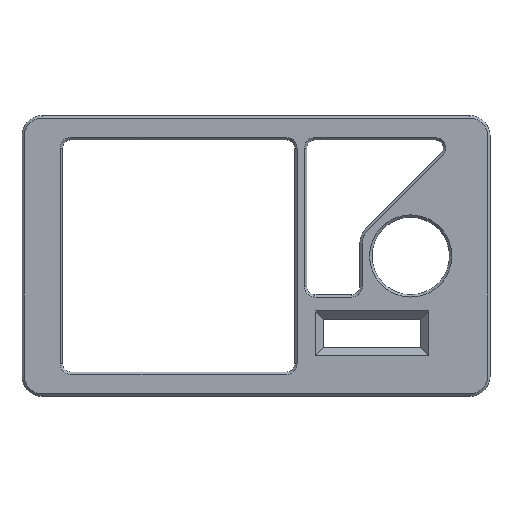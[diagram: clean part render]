
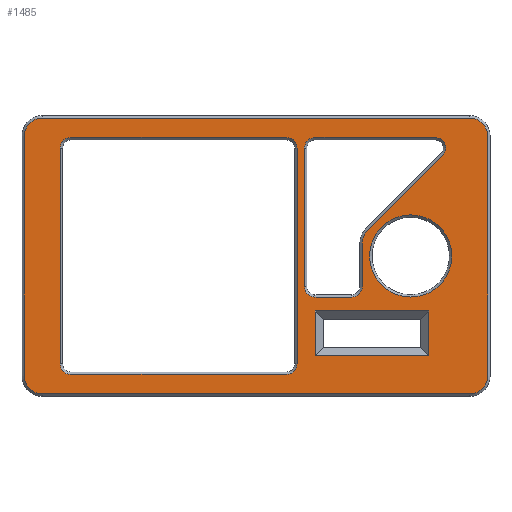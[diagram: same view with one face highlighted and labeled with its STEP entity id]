
A CAD part, top view. The second image highlights one B-rep face of the part: STEP entity #1485.
In plain terms, the highlighted planar face has unit normal (0, 0, 1).
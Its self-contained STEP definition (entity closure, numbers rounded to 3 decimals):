
#58=FACE_BOUND('',#236,.T.);
#59=FACE_BOUND('',#237,.T.);
#60=FACE_BOUND('',#238,.T.);
#61=FACE_BOUND('',#239,.T.);
#87=CIRCLE('',#1613,4.4);
#88=CIRCLE('',#1614,4.4);
#89=CIRCLE('',#1615,4.4);
#90=CIRCLE('',#1616,4.4);
#91=CIRCLE('',#1617,2.6);
#92=CIRCLE('',#1618,2.6);
#93=CIRCLE('',#1619,2.6);
#94=CIRCLE('',#1620,4.4);
#95=CIRCLE('',#1621,2.6);
#96=CIRCLE('',#1622,10.125);
#97=CIRCLE('',#1623,2.6);
#98=CIRCLE('',#1624,2.6);
#99=CIRCLE('',#1625,2.6);
#100=CIRCLE('',#1626,2.6);
#139=FACE_OUTER_BOUND('',#235,.T.);
#235=EDGE_LOOP('',(#1105,#1106,#1107,#1108,#1109,#1110,#1111,#1112));
#236=EDGE_LOOP('',(#1113,#1114,#1115,#1116,#1117,#1118,#1119,#1120,#1121,
#1122));
#237=EDGE_LOOP('',(#1123));
#238=EDGE_LOOP('',(#1124,#1125,#1126,#1127,#1128,#1129,#1130,#1131));
#239=EDGE_LOOP('',(#1132,#1133,#1134,#1135));
#357=LINE('',#2317,#516);
#361=LINE('',#2325,#520);
#365=LINE('',#2333,#524);
#368=LINE('',#2337,#527);
#374=LINE('',#2353,#533);
#375=LINE('',#2357,#534);
#376=LINE('',#2361,#535);
#377=LINE('',#2364,#536);
#378=LINE('',#2367,#537);
#379=LINE('',#2371,#538);
#380=LINE('',#2375,#539);
#381=LINE('',#2379,#540);
#382=LINE('',#2383,#541);
#383=LINE('',#2389,#542);
#384=LINE('',#2393,#543);
#385=LINE('',#2397,#544);
#386=LINE('',#2401,#545);
#516=VECTOR('',#1839,10.);
#520=VECTOR('',#1845,10.);
#524=VECTOR('',#1851,10.);
#527=VECTOR('',#1856,10.);
#533=VECTOR('',#1870,10.);
#534=VECTOR('',#1873,10.);
#535=VECTOR('',#1876,10.);
#536=VECTOR('',#1879,10.);
#537=VECTOR('',#1880,10.);
#538=VECTOR('',#1883,10.);
#539=VECTOR('',#1886,10.);
#540=VECTOR('',#1889,10.);
#541=VECTOR('',#1892,10.);
#542=VECTOR('',#1897,10.);
#543=VECTOR('',#1900,10.);
#544=VECTOR('',#1903,10.);
#545=VECTOR('',#1906,10.);
#688=VERTEX_POINT('',#2315);
#689=VERTEX_POINT('',#2316);
#692=VERTEX_POINT('',#2324);
#695=VERTEX_POINT('',#2332);
#699=VERTEX_POINT('',#2349);
#700=VERTEX_POINT('',#2350);
#701=VERTEX_POINT('',#2352);
#702=VERTEX_POINT('',#2354);
#703=VERTEX_POINT('',#2356);
#704=VERTEX_POINT('',#2358);
#705=VERTEX_POINT('',#2360);
#706=VERTEX_POINT('',#2362);
#707=VERTEX_POINT('',#2365);
#708=VERTEX_POINT('',#2366);
#709=VERTEX_POINT('',#2368);
#710=VERTEX_POINT('',#2370);
#711=VERTEX_POINT('',#2372);
#712=VERTEX_POINT('',#2374);
#713=VERTEX_POINT('',#2376);
#714=VERTEX_POINT('',#2378);
#715=VERTEX_POINT('',#2380);
#716=VERTEX_POINT('',#2382);
#717=VERTEX_POINT('',#2385);
#718=VERTEX_POINT('',#2387);
#719=VERTEX_POINT('',#2388);
#720=VERTEX_POINT('',#2390);
#721=VERTEX_POINT('',#2392);
#722=VERTEX_POINT('',#2394);
#723=VERTEX_POINT('',#2396);
#724=VERTEX_POINT('',#2398);
#725=VERTEX_POINT('',#2400);
#833=EDGE_CURVE('',#688,#689,#357,.T.);
#837=EDGE_CURVE('',#689,#692,#361,.T.);
#841=EDGE_CURVE('',#692,#695,#365,.T.);
#844=EDGE_CURVE('',#695,#688,#368,.T.);
#850=EDGE_CURVE('',#699,#700,#87,.T.);
#851=EDGE_CURVE('',#701,#699,#374,.T.);
#852=EDGE_CURVE('',#702,#701,#88,.T.);
#853=EDGE_CURVE('',#703,#702,#375,.T.);
#854=EDGE_CURVE('',#704,#703,#89,.T.);
#855=EDGE_CURVE('',#705,#704,#376,.T.);
#856=EDGE_CURVE('',#706,#705,#90,.T.);
#857=EDGE_CURVE('',#700,#706,#377,.T.);
#858=EDGE_CURVE('',#707,#708,#378,.T.);
#859=EDGE_CURVE('',#709,#707,#91,.T.);
#860=EDGE_CURVE('',#710,#709,#379,.T.);
#861=EDGE_CURVE('',#711,#710,#92,.T.);
#862=EDGE_CURVE('',#712,#711,#380,.T.);
#863=EDGE_CURVE('',#713,#712,#93,.T.);
#864=EDGE_CURVE('',#714,#713,#381,.T.);
#865=EDGE_CURVE('',#715,#714,#94,.T.);
#866=EDGE_CURVE('',#716,#715,#382,.T.);
#867=EDGE_CURVE('',#708,#716,#95,.T.);
#868=EDGE_CURVE('',#717,#717,#96,.T.);
#869=EDGE_CURVE('',#718,#719,#383,.T.);
#870=EDGE_CURVE('',#720,#718,#97,.T.);
#871=EDGE_CURVE('',#721,#720,#384,.T.);
#872=EDGE_CURVE('',#722,#721,#98,.T.);
#873=EDGE_CURVE('',#723,#722,#385,.T.);
#874=EDGE_CURVE('',#724,#723,#99,.T.);
#875=EDGE_CURVE('',#725,#724,#386,.T.);
#876=EDGE_CURVE('',#719,#725,#100,.T.);
#1105=ORIENTED_EDGE('',*,*,#850,.F.);
#1106=ORIENTED_EDGE('',*,*,#851,.F.);
#1107=ORIENTED_EDGE('',*,*,#852,.F.);
#1108=ORIENTED_EDGE('',*,*,#853,.F.);
#1109=ORIENTED_EDGE('',*,*,#854,.F.);
#1110=ORIENTED_EDGE('',*,*,#855,.F.);
#1111=ORIENTED_EDGE('',*,*,#856,.F.);
#1112=ORIENTED_EDGE('',*,*,#857,.F.);
#1113=ORIENTED_EDGE('',*,*,#858,.F.);
#1114=ORIENTED_EDGE('',*,*,#859,.F.);
#1115=ORIENTED_EDGE('',*,*,#860,.F.);
#1116=ORIENTED_EDGE('',*,*,#861,.F.);
#1117=ORIENTED_EDGE('',*,*,#862,.F.);
#1118=ORIENTED_EDGE('',*,*,#863,.F.);
#1119=ORIENTED_EDGE('',*,*,#864,.F.);
#1120=ORIENTED_EDGE('',*,*,#865,.F.);
#1121=ORIENTED_EDGE('',*,*,#866,.F.);
#1122=ORIENTED_EDGE('',*,*,#867,.F.);
#1123=ORIENTED_EDGE('',*,*,#868,.F.);
#1124=ORIENTED_EDGE('',*,*,#869,.F.);
#1125=ORIENTED_EDGE('',*,*,#870,.F.);
#1126=ORIENTED_EDGE('',*,*,#871,.F.);
#1127=ORIENTED_EDGE('',*,*,#872,.F.);
#1128=ORIENTED_EDGE('',*,*,#873,.F.);
#1129=ORIENTED_EDGE('',*,*,#874,.F.);
#1130=ORIENTED_EDGE('',*,*,#875,.F.);
#1131=ORIENTED_EDGE('',*,*,#876,.F.);
#1132=ORIENTED_EDGE('',*,*,#833,.F.);
#1133=ORIENTED_EDGE('',*,*,#844,.F.);
#1134=ORIENTED_EDGE('',*,*,#841,.F.);
#1135=ORIENTED_EDGE('',*,*,#837,.F.);
#1430=PLANE('',#1612);
#1485=ADVANCED_FACE('',(#139,#58,#59,#60,#61),#1430,.T.);
#1612=AXIS2_PLACEMENT_3D('',#2348,#1866,#1867);
#1613=AXIS2_PLACEMENT_3D('',#2351,#1868,#1869);
#1614=AXIS2_PLACEMENT_3D('',#2355,#1871,#1872);
#1615=AXIS2_PLACEMENT_3D('',#2359,#1874,#1875);
#1616=AXIS2_PLACEMENT_3D('',#2363,#1877,#1878);
#1617=AXIS2_PLACEMENT_3D('',#2369,#1881,#1882);
#1618=AXIS2_PLACEMENT_3D('',#2373,#1884,#1885);
#1619=AXIS2_PLACEMENT_3D('',#2377,#1887,#1888);
#1620=AXIS2_PLACEMENT_3D('',#2381,#1890,#1891);
#1621=AXIS2_PLACEMENT_3D('',#2384,#1893,#1894);
#1622=AXIS2_PLACEMENT_3D('',#2386,#1895,#1896);
#1623=AXIS2_PLACEMENT_3D('',#2391,#1898,#1899);
#1624=AXIS2_PLACEMENT_3D('',#2395,#1901,#1902);
#1625=AXIS2_PLACEMENT_3D('',#2399,#1904,#1905);
#1626=AXIS2_PLACEMENT_3D('',#2402,#1907,#1908);
#1839=DIRECTION('',(-1.,0.,0.));
#1845=DIRECTION('',(0.,-1.,0.));
#1851=DIRECTION('',(1.,0.,0.));
#1856=DIRECTION('',(0.,1.,0.));
#1866=DIRECTION('center_axis',(0.,0.,1.));
#1867=DIRECTION('ref_axis',(1.,0.,0.));
#1868=DIRECTION('center_axis',(0.,0.,-1.));
#1869=DIRECTION('ref_axis',(0.707,0.707,0.));
#1870=DIRECTION('',(1.,0.,0.));
#1871=DIRECTION('center_axis',(0.,0.,-1.));
#1872=DIRECTION('ref_axis',(-0.707,0.707,0.));
#1873=DIRECTION('',(0.,1.,0.));
#1874=DIRECTION('center_axis',(0.,0.,-1.));
#1875=DIRECTION('ref_axis',(-0.707,-0.707,0.));
#1876=DIRECTION('',(-1.,0.,0.));
#1877=DIRECTION('center_axis',(0.,0.,-1.));
#1878=DIRECTION('ref_axis',(0.707,-0.707,0.));
#1879=DIRECTION('',(0.,-1.,0.));
#1880=DIRECTION('',(1.,0.,0.));
#1881=DIRECTION('center_axis',(0.,0.,1.));
#1882=DIRECTION('ref_axis',(-0.707,-0.707,0.));
#1883=DIRECTION('',(0.,-1.,0.));
#1884=DIRECTION('center_axis',(0.,0.,1.));
#1885=DIRECTION('ref_axis',(-0.707,0.707,0.));
#1886=DIRECTION('',(-1.,0.,0.));
#1887=DIRECTION('center_axis',(0.,0.,1.));
#1888=DIRECTION('ref_axis',(0.924,0.383,0.));
#1889=DIRECTION('',(0.707,0.707,0.));
#1890=DIRECTION('center_axis',(0.,0.,-1.));
#1891=DIRECTION('ref_axis',(-0.924,0.383,0.));
#1892=DIRECTION('',(0.,1.,0.));
#1893=DIRECTION('center_axis',(0.,0.,1.));
#1894=DIRECTION('ref_axis',(0.707,-0.707,0.));
#1895=DIRECTION('center_axis',(0.,0.,1.));
#1896=DIRECTION('ref_axis',(1.,0.,0.));
#1897=DIRECTION('',(0.,1.,0.));
#1898=DIRECTION('center_axis',(0.,0.,1.));
#1899=DIRECTION('ref_axis',(0.707,-0.707,0.));
#1900=DIRECTION('',(1.,0.,0.));
#1901=DIRECTION('center_axis',(0.,0.,1.));
#1902=DIRECTION('ref_axis',(-0.707,-0.707,0.));
#1903=DIRECTION('',(0.,-1.,0.));
#1904=DIRECTION('center_axis',(0.,0.,1.));
#1905=DIRECTION('ref_axis',(-0.707,0.707,0.));
#1906=DIRECTION('',(-1.,0.,0.));
#1907=DIRECTION('center_axis',(0.,0.,1.));
#1908=DIRECTION('ref_axis',(0.707,0.707,0.));
#2315=CARTESIAN_POINT('',(61.625,-13.55,8.));
#2316=CARTESIAN_POINT('',(33.625,-13.55,8.));
#2317=CARTESIAN_POINT('',(27.338,-13.55,8.));
#2324=CARTESIAN_POINT('',(33.625,-24.55,8.));
#2325=CARTESIAN_POINT('',(33.625,-11.275,8.));
#2332=CARTESIAN_POINT('',(61.625,-24.55,8.));
#2333=CARTESIAN_POINT('',(39.338,-24.55,8.));
#2337=CARTESIAN_POINT('',(61.625,-7.775,8.));
#2348=CARTESIAN_POINT('Origin',(19.05,0.,8.));
#2349=CARTESIAN_POINT('',(71.675,33.975,8.));
#2350=CARTESIAN_POINT('',(76.075,29.575,8.));
#2351=CARTESIAN_POINT('Origin',(71.675,29.575,8.));
#2352=CARTESIAN_POINT('',(-33.575,33.975,8.));
#2353=CARTESIAN_POINT('',(44.363,33.975,8.));
#2354=CARTESIAN_POINT('',(-37.975,29.575,8.));
#2355=CARTESIAN_POINT('Origin',(-33.575,29.575,8.));
#2356=CARTESIAN_POINT('',(-37.975,-29.575,8.));
#2357=CARTESIAN_POINT('',(-37.975,15.788,8.));
#2358=CARTESIAN_POINT('',(-33.575,-33.975,8.));
#2359=CARTESIAN_POINT('Origin',(-33.575,-29.575,8.));
#2360=CARTESIAN_POINT('',(71.675,-33.975,8.));
#2361=CARTESIAN_POINT('',(-6.262,-33.975,8.));
#2362=CARTESIAN_POINT('',(76.075,-29.575,8.));
#2363=CARTESIAN_POINT('Origin',(71.675,-29.575,8.));
#2364=CARTESIAN_POINT('',(76.075,-15.788,8.));
#2365=CARTESIAN_POINT('',(33.575,-10.125,8.));
#2366=CARTESIAN_POINT('',(42.625,-10.125,8.));
#2367=CARTESIAN_POINT('',(30.338,-10.125,8.));
#2368=CARTESIAN_POINT('',(30.975,-7.525,8.));
#2369=CARTESIAN_POINT('Origin',(33.575,-7.525,8.));
#2370=CARTESIAN_POINT('',(30.975,26.575,8.));
#2371=CARTESIAN_POINT('',(30.975,-3.263,8.));
#2372=CARTESIAN_POINT('',(33.575,29.175,8.));
#2373=CARTESIAN_POINT('Origin',(33.575,26.575,8.));
#2374=CARTESIAN_POINT('',(63.184,29.175,8.));
#2375=CARTESIAN_POINT('',(26.813,29.175,8.));
#2376=CARTESIAN_POINT('',(65.022,24.737,8.));
#2377=CARTESIAN_POINT('Origin',(63.184,26.575,8.));
#2378=CARTESIAN_POINT('',(46.514,6.228,8.));
#2379=CARTESIAN_POINT('',(46.491,6.206,8.));
#2380=CARTESIAN_POINT('',(45.225,3.117,8.));
#2381=CARTESIAN_POINT('Origin',(49.625,3.117,8.));
#2382=CARTESIAN_POINT('',(45.225,-7.525,8.));
#2383=CARTESIAN_POINT('',(45.225,1.351,8.));
#2384=CARTESIAN_POINT('Origin',(42.625,-7.525,8.));
#2385=CARTESIAN_POINT('',(47.025,0.,8.));
#2386=CARTESIAN_POINT('Origin',(57.15,0.,8.));
#2387=CARTESIAN_POINT('',(29.175,-26.575,8.));
#2388=CARTESIAN_POINT('',(29.175,26.575,8.));
#2389=CARTESIAN_POINT('',(29.175,14.288,8.));
#2390=CARTESIAN_POINT('',(26.575,-29.175,8.));
#2391=CARTESIAN_POINT('Origin',(26.575,-26.575,8.));
#2392=CARTESIAN_POINT('',(-26.575,-29.175,8.));
#2393=CARTESIAN_POINT('',(23.813,-29.175,8.));
#2394=CARTESIAN_POINT('',(-29.175,-26.575,8.));
#2395=CARTESIAN_POINT('Origin',(-26.575,-26.575,8.));
#2396=CARTESIAN_POINT('',(-29.175,26.575,8.));
#2397=CARTESIAN_POINT('',(-29.175,-14.288,8.));
#2398=CARTESIAN_POINT('',(-26.575,29.175,8.));
#2399=CARTESIAN_POINT('Origin',(-26.575,26.575,8.));
#2400=CARTESIAN_POINT('',(26.575,29.175,8.));
#2401=CARTESIAN_POINT('',(-4.762,29.175,8.));
#2402=CARTESIAN_POINT('Origin',(26.575,26.575,8.));
